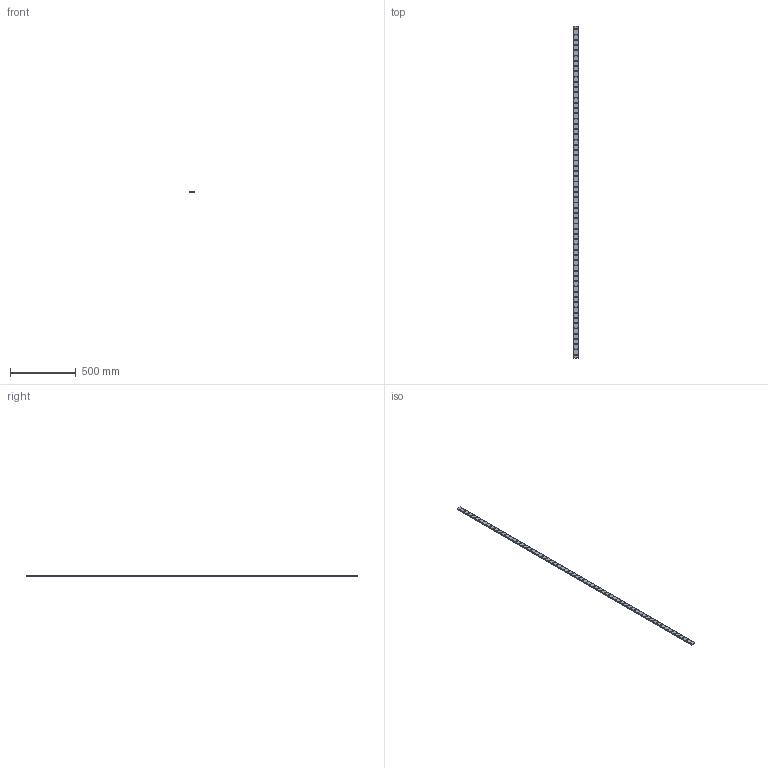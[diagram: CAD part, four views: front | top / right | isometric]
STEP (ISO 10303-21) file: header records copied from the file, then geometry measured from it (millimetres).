
FILE_DESCRIPTION(('STEP AP214'),'1');
FILE_NAME('cctmp_C84C08D3-1253-4F8F-816E-205C128625DF_2021_03_02_13_27_07_0881..stp','2021-03-02T12:27:08',('HIWIN GmbH'),('CADClick - www.CADClick.com'),'Spatial InterOp 3D',' ','unknown authorization');
FILE_SCHEMA(('AUTOMOTIVE_DESIGN'));
Length unit declared in the file: millimetre
Products named in the file (1): WER17R2530H_FILE
Bounding box: 33 x 2530 x 9.3 mm (x, y, z)
Volume: 698956.2 mm3; surface area: 247271.5 mm2
Topology: 1 solids, 1 shells, 1237 faces, 2559 edges, 1706 vertices
Faces by surface type: cylinder 774, plane 463
Entity records: 43461 total; most frequent: DIRECTION 6583, CARTESIAN_POINT 5503, ORIENTED_EDGE 5118, AXIS2_PLACEMENT_3D 2786, EDGE_CURVE 2559, VERTEX_POINT 1706, EDGE_LOOP 1619, CIRCLE 1548
